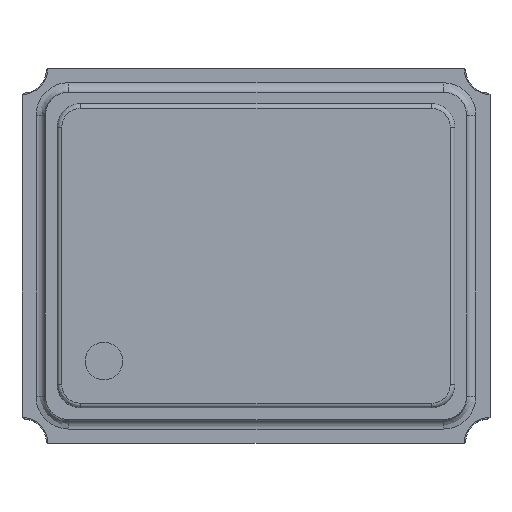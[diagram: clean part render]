
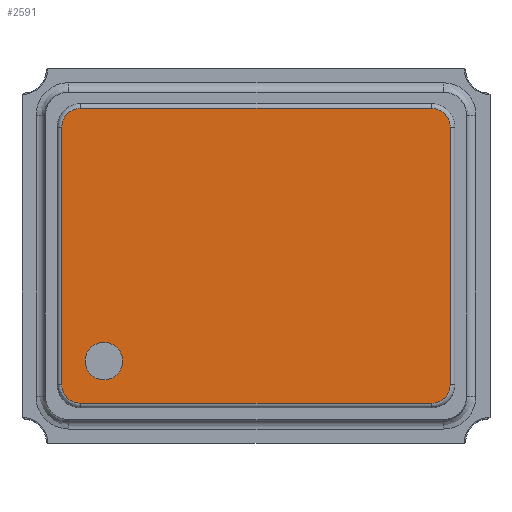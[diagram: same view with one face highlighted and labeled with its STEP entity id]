
A CAD part, top view. The second image highlights one B-rep face of the part: STEP entity #2591.
In plain terms, the highlighted planar face has unit normal (0, 0, 1).
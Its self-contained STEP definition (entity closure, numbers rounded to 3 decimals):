
#95 = DIRECTION ( 'NONE',  ( 0., -1., 0. ) ) ;
#96 = CARTESIAN_POINT ( 'NONE',  ( 0.83, 0.597, 0.73 ) ) ;
#98 = VECTOR ( 'NONE', #379, 1000. ) ;
#113 = VERTEX_POINT ( 'NONE', #1292 ) ;
#147 = CARTESIAN_POINT ( 'NONE',  ( 0.797, -0.63, 0.73 ) ) ;
#179 = LINE ( 'NONE', #2402, #98 ) ;
#192 = ORIENTED_EDGE ( 'NONE', *, *, #1311, .F. ) ;
#248 = EDGE_CURVE ( 'NONE', #2900, #1187, #798, .T. ) ;
#253 = CARTESIAN_POINT ( 'NONE',  ( -0.83, -0.597, 0.73 ) ) ;
#291 = CARTESIAN_POINT ( 'NONE',  ( -0.75, -0.63, 0.73 ) ) ;
#322 = CIRCLE ( 'NONE', #892, 0.08 ) ;
#347 = EDGE_CURVE ( 'NONE', #1581, #2926, #322, .T. ) ;
#357 = DIRECTION ( 'NONE',  ( 0., 0., -1. ) ) ;
#379 = DIRECTION ( 'NONE',  ( -1., 0., 0. ) ) ;
#422 = EDGE_CURVE ( 'NONE', #3054, #1894, #1213, .T. ) ;
#431 = EDGE_LOOP ( 'NONE', ( #1357, #1108 ) ) ;
#451 = CARTESIAN_POINT ( 'NONE',  ( 0.83, 0.55, 0.73 ) ) ;
#502 = EDGE_CURVE ( 'NONE', #113, #3054, #774, .T. ) ;
#578 = VECTOR ( 'NONE', #95, 1000. ) ;
#594 = ORIENTED_EDGE ( 'NONE', *, *, #878, .F. ) ;
#599 = PLANE ( 'NONE',  #716 ) ;
#610 = CARTESIAN_POINT ( 'NONE',  ( 0.75, 0.63, 0.73 ) ) ;
#616 = CARTESIAN_POINT ( 'NONE',  ( -0.75, -0.55, 0.73 ) ) ;
#621 = CIRCLE ( 'NONE', #1958, 0.08 ) ;
#660 = ORIENTED_EDGE ( 'NONE', *, *, #502, .F. ) ;
#672 = CARTESIAN_POINT ( 'NONE',  ( -0.65, -0.45, 0.73 ) ) ;
#676 =( BOUNDED_CURVE ( )  B_SPLINE_CURVE ( 3, ( #3000, #1078, #96, #1060 ),
 .UNSPECIFIED., .F., .T. ) 
 B_SPLINE_CURVE_WITH_KNOTS ( ( 4, 4 ),
 ( 0., 1. ),
 .UNSPECIFIED. ) 
 CURVE ( )  GEOMETRIC_REPRESENTATION_ITEM ( )  RATIONAL_B_SPLINE_CURVE ( ( 1., 0.805, 0.805, 1. ) ) 
 REPRESENTATION_ITEM ( '' )  );
#704 = ORIENTED_EDGE ( 'NONE', *, *, #2770, .F. ) ;
#716 = AXIS2_PLACEMENT_3D ( 'NONE', #616, #2600, #3072 ) ;
#774 = LINE ( 'NONE', #2978, #2424 ) ;
#798 = LINE ( 'NONE', #2739, #578 ) ;
#878 = EDGE_CURVE ( 'NONE', #1894, #2183, #2915, .T. ) ;
#892 = AXIS2_PLACEMENT_3D ( 'NONE', #2113, #2869, #2358 ) ;
#1060 = CARTESIAN_POINT ( 'NONE',  ( 0.83, 0.55, 0.73 ) ) ;
#1064 = CARTESIAN_POINT ( 'NONE',  ( -0.797, -0.63, 0.73 ) ) ;
#1070 = VERTEX_POINT ( 'NONE', #2674 ) ;
#1078 = CARTESIAN_POINT ( 'NONE',  ( 0.797, 0.63, 0.73 ) ) ;
#1108 = ORIENTED_EDGE ( 'NONE', *, *, #3055, .T. ) ;
#1187 = VERTEX_POINT ( 'NONE', #2721 ) ;
#1213 =( BOUNDED_CURVE ( )  B_SPLINE_CURVE ( 3, ( #2883, #1967, #1240, #2642 ),
 .UNSPECIFIED., .F., .T. ) 
 B_SPLINE_CURVE_WITH_KNOTS ( ( 4, 4 ),
 ( 0., 1. ),
 .UNSPECIFIED. ) 
 CURVE ( )  GEOMETRIC_REPRESENTATION_ITEM ( )  RATIONAL_B_SPLINE_CURVE ( ( 1., 0.805, 0.805, 1. ) ) 
 REPRESENTATION_ITEM ( '' )  );
#1240 = CARTESIAN_POINT ( 'NONE',  ( -0.797, 0.63, 0.73 ) ) ;
#1292 = CARTESIAN_POINT ( 'NONE',  ( -0.83, -0.55, 0.73 ) ) ;
#1311 = EDGE_CURVE ( 'NONE', #2183, #2900, #676, .T. ) ;
#1353 = FACE_BOUND ( 'NONE', #431, .T. ) ;
#1357 = ORIENTED_EDGE ( 'NONE', *, *, #347, .T. ) ;
#1533 = CARTESIAN_POINT ( 'NONE',  ( -0.73, -0.45, 0.73 ) ) ;
#1581 = VERTEX_POINT ( 'NONE', #1803 ) ;
#1583 = CARTESIAN_POINT ( 'NONE',  ( 0.83, -0.597, 0.73 ) ) ;
#1616 = VERTEX_POINT ( 'NONE', #291 ) ;
#1683 = CARTESIAN_POINT ( 'NONE',  ( -0.75, 0.63, 0.73 ) ) ;
#1801 = DIRECTION ( 'NONE',  ( 0., 1., 0. ) ) ;
#1803 = CARTESIAN_POINT ( 'NONE',  ( -0.57, -0.45, 0.73 ) ) ;
#1843 = EDGE_LOOP ( 'NONE', ( #594, #2661, #660, #1955, #704, #2500, #2063, #192 ) ) ;
#1894 = VERTEX_POINT ( 'NONE', #2457 ) ;
#1955 = ORIENTED_EDGE ( 'NONE', *, *, #2356, .F. ) ;
#1958 = AXIS2_PLACEMENT_3D ( 'NONE', #672, #357, #2569 ) ;
#1967 = CARTESIAN_POINT ( 'NONE',  ( -0.83, 0.597, 0.73 ) ) ;
#2038 = CARTESIAN_POINT ( 'NONE',  ( -0.83, -0.55, 0.73 ) ) ;
#2063 = ORIENTED_EDGE ( 'NONE', *, *, #248, .F. ) ;
#2113 = CARTESIAN_POINT ( 'NONE',  ( -0.65, -0.45, 0.73 ) ) ;
#2183 = VERTEX_POINT ( 'NONE', #610 ) ;
#2196 =( BOUNDED_CURVE ( )  B_SPLINE_CURVE ( 3, ( #2454, #1064, #253, #2038 ),
 .UNSPECIFIED., .F., .T. ) 
 B_SPLINE_CURVE_WITH_KNOTS ( ( 4, 4 ),
 ( 0., 1. ),
 .UNSPECIFIED. ) 
 CURVE ( )  GEOMETRIC_REPRESENTATION_ITEM ( )  RATIONAL_B_SPLINE_CURVE ( ( 1., 0.805, 0.805, 1. ) ) 
 REPRESENTATION_ITEM ( '' )  );
#2327 = VECTOR ( 'NONE', #2665, 1000. ) ;
#2356 = EDGE_CURVE ( 'NONE', #1616, #113, #2196, .T. ) ;
#2358 = DIRECTION ( 'NONE',  ( 1., 0., 0. ) ) ;
#2402 = CARTESIAN_POINT ( 'NONE',  ( -0.75, -0.63, 0.73 ) ) ;
#2424 = VECTOR ( 'NONE', #1801, 1000. ) ;
#2454 = CARTESIAN_POINT ( 'NONE',  ( -0.75, -0.63, 0.73 ) ) ;
#2457 = CARTESIAN_POINT ( 'NONE',  ( -0.75, 0.63, 0.73 ) ) ;
#2500 = ORIENTED_EDGE ( 'NONE', *, *, #3007, .F. ) ;
#2569 = DIRECTION ( 'NONE',  ( 1., 0., 0. ) ) ;
#2591 = ADVANCED_FACE ( 'NONE', ( #1353, #2835 ), #599, .T. ) ;
#2600 = DIRECTION ( 'NONE',  ( 0., 0., 1. ) ) ;
#2642 = CARTESIAN_POINT ( 'NONE',  ( -0.75, 0.63, 0.73 ) ) ;
#2661 = ORIENTED_EDGE ( 'NONE', *, *, #422, .F. ) ;
#2665 = DIRECTION ( 'NONE',  ( 1., 0., 0. ) ) ;
#2674 = CARTESIAN_POINT ( 'NONE',  ( 0.75, -0.63, 0.73 ) ) ;
#2721 = CARTESIAN_POINT ( 'NONE',  ( 0.83, -0.55, 0.73 ) ) ;
#2739 = CARTESIAN_POINT ( 'NONE',  ( 0.83, -0.55, 0.73 ) ) ;
#2770 = EDGE_CURVE ( 'NONE', #1070, #1616, #179, .T. ) ;
#2835 = FACE_OUTER_BOUND ( 'NONE', #1843, .T. ) ;
#2859 = CARTESIAN_POINT ( 'NONE',  ( -0.83, 0.55, 0.73 ) ) ;
#2869 = DIRECTION ( 'NONE',  ( 0., 0., -1. ) ) ;
#2873 =( BOUNDED_CURVE ( )  B_SPLINE_CURVE ( 3, ( #3063, #1583, #147, #3122 ),
 .UNSPECIFIED., .F., .T. ) 
 B_SPLINE_CURVE_WITH_KNOTS ( ( 4, 4 ),
 ( 0., 1. ),
 .UNSPECIFIED. ) 
 CURVE ( )  GEOMETRIC_REPRESENTATION_ITEM ( )  RATIONAL_B_SPLINE_CURVE ( ( 1., 0.805, 0.805, 1. ) ) 
 REPRESENTATION_ITEM ( '' )  );
#2883 = CARTESIAN_POINT ( 'NONE',  ( -0.83, 0.55, 0.73 ) ) ;
#2900 = VERTEX_POINT ( 'NONE', #451 ) ;
#2915 = LINE ( 'NONE', #1683, #2327 ) ;
#2926 = VERTEX_POINT ( 'NONE', #1533 ) ;
#2978 = CARTESIAN_POINT ( 'NONE',  ( -0.83, -0.55, 0.73 ) ) ;
#3000 = CARTESIAN_POINT ( 'NONE',  ( 0.75, 0.63, 0.73 ) ) ;
#3007 = EDGE_CURVE ( 'NONE', #1187, #1070, #2873, .T. ) ;
#3054 = VERTEX_POINT ( 'NONE', #2859 ) ;
#3055 = EDGE_CURVE ( 'NONE', #2926, #1581, #621, .T. ) ;
#3063 = CARTESIAN_POINT ( 'NONE',  ( 0.83, -0.55, 0.73 ) ) ;
#3072 = DIRECTION ( 'NONE',  ( 1., 0., 0. ) ) ;
#3122 = CARTESIAN_POINT ( 'NONE',  ( 0.75, -0.63, 0.73 ) ) ;
